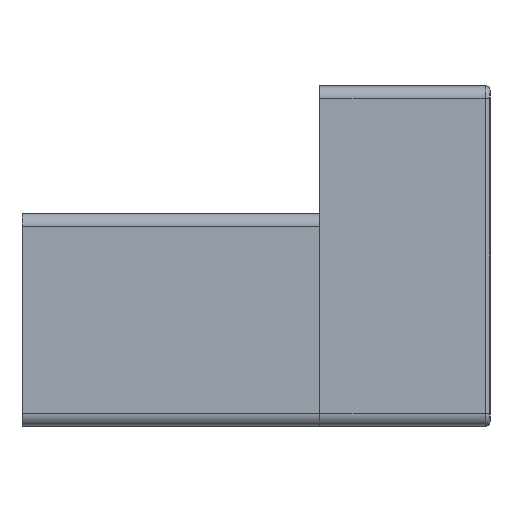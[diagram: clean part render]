
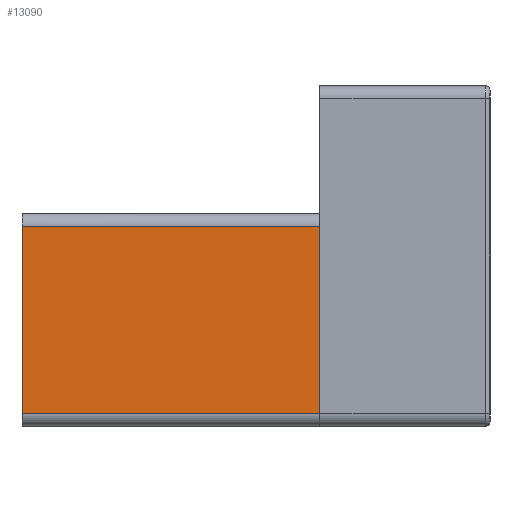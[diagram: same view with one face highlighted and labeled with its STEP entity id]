
A CAD part, left-side view. The second image highlights one B-rep face of the part: STEP entity #13090.
In plain terms, the highlighted planar face has unit normal (-1, 0, 0).
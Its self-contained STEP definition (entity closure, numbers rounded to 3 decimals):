
#123=FACE_BOUND('',#1672,.T.);
#389=PLANE('',#13578);
#913=FACE_OUTER_BOUND('',#1671,.T.);
#1671=EDGE_LOOP('',(#10708,#10709,#10710,#10711,#10712,#10713));
#1672=EDGE_LOOP('',(#10714,#10715,#10716,#10717,#10718,#10719,#10720,#10721));
#2669=LINE('',#23241,#3763);
#2670=LINE('',#23244,#3764);
#2671=LINE('',#23248,#3765);
#2672=LINE('',#23250,#3766);
#2673=LINE('',#23252,#3767);
#2674=LINE('',#23253,#3768);
#2675=LINE('',#23256,#3769);
#2676=LINE('',#23258,#3770);
#2677=LINE('',#23260,#3771);
#2678=LINE('',#23262,#3772);
#2679=LINE('',#23264,#3773);
#2680=LINE('',#23266,#3774);
#2681=LINE('',#23268,#3775);
#2682=LINE('',#23269,#3776);
#3763=VECTOR('',#14813,10.);
#3764=VECTOR('',#14816,10.);
#3765=VECTOR('',#14821,10.);
#3766=VECTOR('',#14822,10.);
#3767=VECTOR('',#14823,10.);
#3768=VECTOR('',#14824,10.);
#3769=VECTOR('',#14825,10.);
#3770=VECTOR('',#14826,10.);
#3771=VECTOR('',#14827,10.);
#3772=VECTOR('',#14828,10.);
#3773=VECTOR('',#14829,10.);
#3774=VECTOR('',#14830,10.);
#3775=VECTOR('',#14831,10.);
#3776=VECTOR('',#14832,10.);
#5794=VERTEX_POINT('',#23198);
#5807=VERTEX_POINT('',#23235);
#5808=VERTEX_POINT('',#23243);
#5809=VERTEX_POINT('',#23247);
#5810=VERTEX_POINT('',#23249);
#5811=VERTEX_POINT('',#23251);
#5812=VERTEX_POINT('',#23254);
#5813=VERTEX_POINT('',#23255);
#5814=VERTEX_POINT('',#23257);
#5815=VERTEX_POINT('',#23259);
#5816=VERTEX_POINT('',#23261);
#5817=VERTEX_POINT('',#23263);
#5818=VERTEX_POINT('',#23265);
#5819=VERTEX_POINT('',#23267);
#7530=EDGE_CURVE('',#5794,#5807,#2669,.T.);
#7531=EDGE_CURVE('',#5807,#5808,#2670,.T.);
#7533=EDGE_CURVE('',#5809,#5794,#2671,.T.);
#7534=EDGE_CURVE('',#5809,#5810,#2672,.T.);
#7535=EDGE_CURVE('',#5811,#5810,#2673,.T.);
#7536=EDGE_CURVE('',#5811,#5808,#2674,.T.);
#7537=EDGE_CURVE('',#5812,#5813,#2675,.T.);
#7538=EDGE_CURVE('',#5813,#5814,#2676,.T.);
#7539=EDGE_CURVE('',#5814,#5815,#2677,.T.);
#7540=EDGE_CURVE('',#5815,#5816,#2678,.T.);
#7541=EDGE_CURVE('',#5816,#5817,#2679,.T.);
#7542=EDGE_CURVE('',#5817,#5818,#2680,.T.);
#7543=EDGE_CURVE('',#5818,#5819,#2681,.T.);
#7544=EDGE_CURVE('',#5819,#5812,#2682,.T.);
#10708=ORIENTED_EDGE('',*,*,#7530,.F.);
#10709=ORIENTED_EDGE('',*,*,#7533,.F.);
#10710=ORIENTED_EDGE('',*,*,#7534,.T.);
#10711=ORIENTED_EDGE('',*,*,#7535,.F.);
#10712=ORIENTED_EDGE('',*,*,#7536,.T.);
#10713=ORIENTED_EDGE('',*,*,#7531,.F.);
#10714=ORIENTED_EDGE('',*,*,#7537,.T.);
#10715=ORIENTED_EDGE('',*,*,#7538,.T.);
#10716=ORIENTED_EDGE('',*,*,#7539,.T.);
#10717=ORIENTED_EDGE('',*,*,#7540,.T.);
#10718=ORIENTED_EDGE('',*,*,#7541,.T.);
#10719=ORIENTED_EDGE('',*,*,#7542,.T.);
#10720=ORIENTED_EDGE('',*,*,#7543,.T.);
#10721=ORIENTED_EDGE('',*,*,#7544,.T.);
#13090=ADVANCED_FACE('',(#913,#123),#389,.T.);
#13578=AXIS2_PLACEMENT_3D('',#23246,#14819,#14820);
#14813=DIRECTION('',(0.,0.,-1.));
#14816=DIRECTION('',(0.,1.,0.));
#14819=DIRECTION('center_axis',(-1.,0.,0.));
#14820=DIRECTION('ref_axis',(0.,1.,0.));
#14821=DIRECTION('',(0.,-1.,0.));
#14822=DIRECTION('',(0.,0.,-1.));
#14823=DIRECTION('',(0.,-1.,0.));
#14824=DIRECTION('',(0.,0.,-1.));
#14825=DIRECTION('',(0.,-1.,0.));
#14826=DIRECTION('',(0.,0.,1.));
#14827=DIRECTION('',(0.,1.,0.));
#14828=DIRECTION('',(0.,0.,1.));
#14829=DIRECTION('',(0.,-1.,0.));
#14830=DIRECTION('',(0.,0.,-1.));
#14831=DIRECTION('',(0.,1.,0.));
#14832=DIRECTION('',(0.,0.,1.));
#23198=CARTESIAN_POINT('',(45.5,1.,37.));
#23235=CARTESIAN_POINT('',(45.5,1.,-37.));
#23241=CARTESIAN_POINT('',(45.5,1.,40.));
#23243=CARTESIAN_POINT('',(45.5,110.,-37.));
#23244=CARTESIAN_POINT('',(45.5,27.5,-37.));
#23246=CARTESIAN_POINT('Origin',(45.5,0.,40.));
#23247=CARTESIAN_POINT('',(45.5,39.647,37.));
#23248=CARTESIAN_POINT('',(45.5,27.5,37.));
#23249=CARTESIAN_POINT('',(45.5,39.647,7.));
#23250=CARTESIAN_POINT('',(45.5,39.647,40.));
#23251=CARTESIAN_POINT('',(45.5,110.,7.));
#23252=CARTESIAN_POINT('',(45.5,12.324,7.));
#23253=CARTESIAN_POINT('',(45.5,110.,40.));
#23254=CARTESIAN_POINT('',(45.5,24.9,-10.5));
#23255=CARTESIAN_POINT('',(45.5,14.9,-10.5));
#23256=CARTESIAN_POINT('',(45.5,7.45,-10.5));
#23257=CARTESIAN_POINT('',(45.5,14.9,10.5));
#23258=CARTESIAN_POINT('',(45.5,14.9,20.));
#23259=CARTESIAN_POINT('',(45.5,24.9,10.5));
#23260=CARTESIAN_POINT('',(45.5,7.45,10.5));
#23261=CARTESIAN_POINT('',(45.5,24.9,12.5));
#23262=CARTESIAN_POINT('',(45.5,24.9,25.75));
#23263=CARTESIAN_POINT('',(45.5,12.9,12.5));
#23264=CARTESIAN_POINT('',(45.5,7.45,12.5));
#23265=CARTESIAN_POINT('',(45.5,12.9,-12.5));
#23266=CARTESIAN_POINT('',(45.5,12.9,20.));
#23267=CARTESIAN_POINT('',(45.5,24.9,-12.5));
#23268=CARTESIAN_POINT('',(45.5,9.45,-12.5));
#23269=CARTESIAN_POINT('',(45.5,24.9,14.25));
